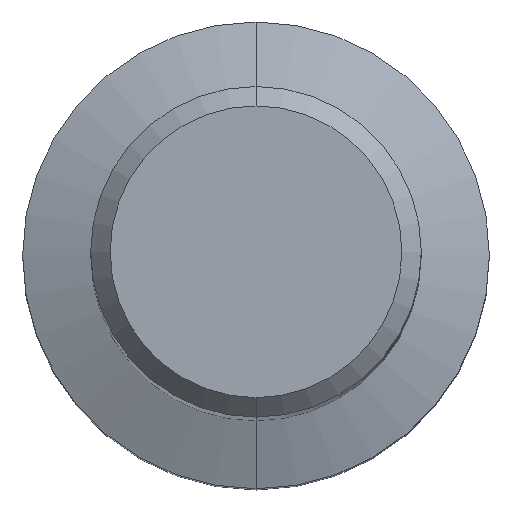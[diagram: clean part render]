
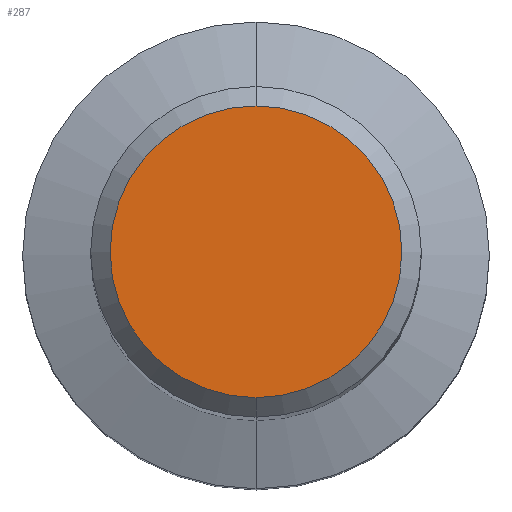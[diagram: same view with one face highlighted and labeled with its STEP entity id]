
A CAD part, top view. The second image highlights one B-rep face of the part: STEP entity #287.
In plain terms, the highlighted planar face has unit normal (0, 0, 1).
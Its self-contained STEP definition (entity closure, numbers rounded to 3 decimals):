
#265=EDGE_CURVE('',#361,#277,#629,.T.);
#277=VERTEX_POINT('',#642);
#287=ADVANCED_FACE('',(#652),#653,.T.);
#361=VERTEX_POINT('',#738);
#419=EDGE_CURVE('',#277,#361,#805,.T.);
#629=CIRCLE('',#1027,3.75);
#642=CARTESIAN_POINT('',(0.0,3.75,0.0));
#652=FACE_OUTER_BOUND('',#1102,.T.);
#653=PLANE('',#1103);
#738=CARTESIAN_POINT('',(0.,-3.75,0.0));
#805=CIRCLE('',#1423,3.75);
#1027=AXIS2_PLACEMENT_3D('',#1758,#1759,#1760);
#1102=EDGE_LOOP('',(#1778,#1779));
#1103=AXIS2_PLACEMENT_3D('',#1780,#1781,#1782);
#1423=AXIS2_PLACEMENT_3D('',#1972,#1973,#1974);
#1758=CARTESIAN_POINT('',(0.0,0.0,0.0));
#1759=DIRECTION('',(0.0,0.0,-1.0));
#1760=DIRECTION('',(0.0,1.0,0.0));
#1778=ORIENTED_EDGE('',*,*,#419,.F.);
#1779=ORIENTED_EDGE('',*,*,#265,.F.);
#1780=CARTESIAN_POINT('',(0.0,1.875,0.0));
#1781=DIRECTION('',(-0.0,0.0,1.0));
#1782=DIRECTION('',(0.0,-1.0,0.0));
#1972=CARTESIAN_POINT('',(0.0,0.0,0.0));
#1973=DIRECTION('',(0.0,0.0,-1.0));
#1974=DIRECTION('',(0.0,1.0,0.0));
